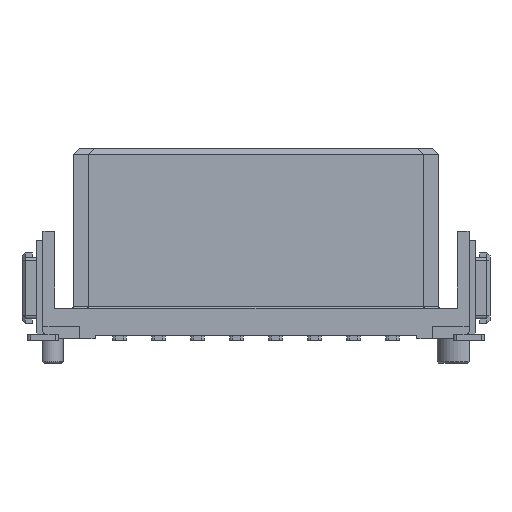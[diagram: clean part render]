
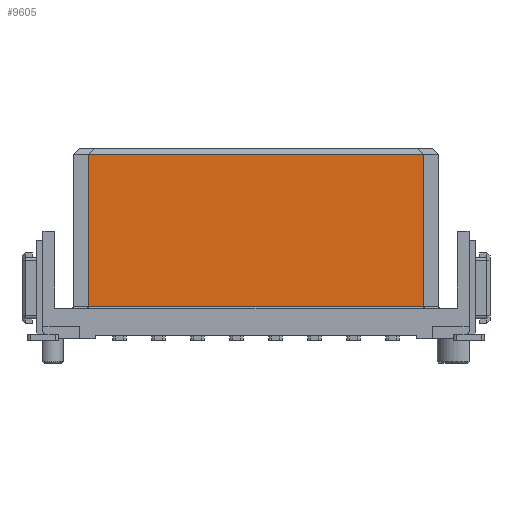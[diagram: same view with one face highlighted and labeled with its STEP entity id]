
A CAD part, front view. The second image highlights one B-rep face of the part: STEP entity #9605.
In plain terms, the highlighted planar face has unit normal (0, -1, 0).
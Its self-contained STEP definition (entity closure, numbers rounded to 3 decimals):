
#1150=DIRECTION('',(1.,0.,0.));
#1151=VECTOR('',#1150,10.91);
#1152=CARTESIAN_POINT('',(-5.455,-1.525,1.05));
#1153=LINE('',#1152,#1151);
#1157=DIRECTION('',(1.,0.,0.));
#1158=VECTOR('',#1157,10.91);
#1159=CARTESIAN_POINT('',(-5.455,-1.525,6.));
#1160=LINE('',#1159,#1158);
#1164=DIRECTION('',(0.,0.,-1.));
#1165=VECTOR('',#1164,4.95);
#1166=CARTESIAN_POINT('',(5.455,-1.525,6.));
#1167=LINE('',#1166,#1165);
#1209=DIRECTION('',(0.,0.,-1.));
#1210=VECTOR('',#1209,4.95);
#1211=CARTESIAN_POINT('',(-5.455,-1.525,6.));
#1212=LINE('',#1211,#1210);
#7898=CARTESIAN_POINT('',(5.455,-1.525,6.));
#7899=VERTEX_POINT('',#7898);
#7902=CARTESIAN_POINT('',(-5.455,-1.525,6.));
#7903=VERTEX_POINT('',#7902);
#7944=CARTESIAN_POINT('',(5.455,-1.525,1.05));
#7945=VERTEX_POINT('',#7944);
#7948=CARTESIAN_POINT('',(-5.455,-1.525,1.05));
#7949=VERTEX_POINT('',#7948);
#9591=CARTESIAN_POINT('',(5.455,-1.525,6.2));
#9592=DIRECTION('',(0.,1.,0.));
#9593=DIRECTION('',(-1.,0.,0.));
#9594=AXIS2_PLACEMENT_3D('',#9591,#9592,#9593);
#9595=PLANE('',#9594);
#9597=ORIENTED_EDGE('',*,*,#9596,.F.);
#9599=ORIENTED_EDGE('',*,*,#9598,.F.);
#9601=ORIENTED_EDGE('',*,*,#9600,.T.);
#9602=ORIENTED_EDGE('',*,*,#9583,.T.);
#9603=EDGE_LOOP('',(#9597,#9599,#9601,#9602));
#9604=FACE_OUTER_BOUND('',#9603,.F.);
#9605=ADVANCED_FACE('',(#9604),#9595,.F.);
#9583=EDGE_CURVE('',#7899,#7945,#1167,.T.);
#9596=EDGE_CURVE('',#7949,#7945,#1153,.T.);
#9598=EDGE_CURVE('',#7903,#7949,#1212,.T.);
#9600=EDGE_CURVE('',#7903,#7899,#1160,.T.);
